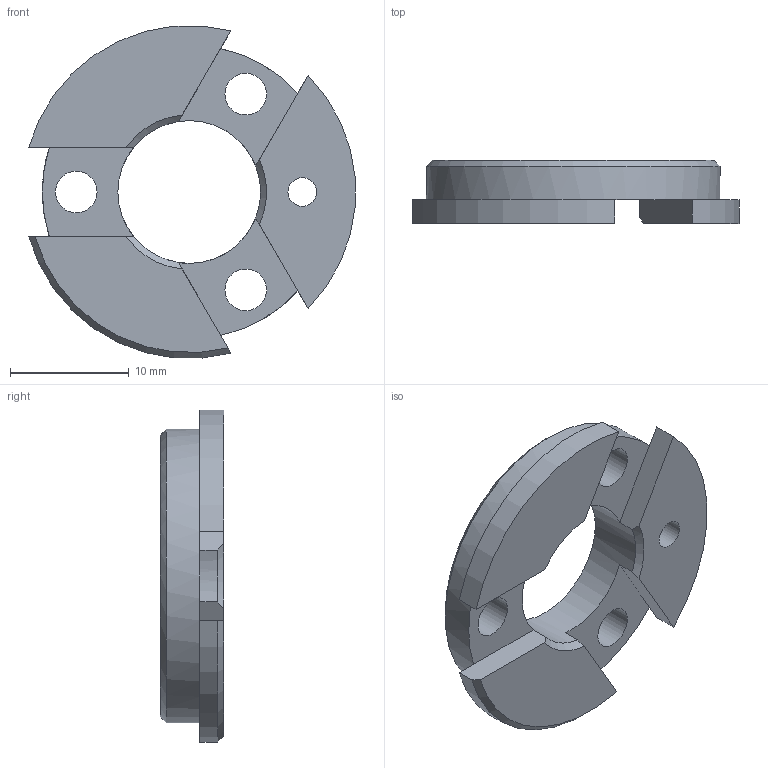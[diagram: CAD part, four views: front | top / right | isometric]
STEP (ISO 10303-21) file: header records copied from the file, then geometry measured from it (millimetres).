
FILE_DESCRIPTION(/* description */ (''),/* implementation_level */ '2;1');
FILE_NAME(/* name */ 'Z_BEARING_CAP.stp',/* time_stamp */ '2022-07-20T21:20:06+09:00',/* author */ (''),/* organization */ (''),/* preprocessor_version */ 'ST-DEVELOPER v16.7',/* originating_system */ '',/* authorisation */ '');
FILE_SCHEMA (('AUTOMOTIVE_DESIGN { 1 0 10303 214 3 1 1 1 }'));
Length unit declared in the file: millimetre
Products named in the file (1): Z_BEARING_CAP
Bounding box: 27.44 x 5.3 x 27.91 mm (x, y, z)
Volume: 1708.9 mm3; surface area: 1621 mm2
Topology: 1 solids, 1 shells, 30 faces, 87 edges, 63 vertices
Faces by surface type: plane 16, cylinder 9, cone 5
Full cylindrical faces by diameter (mm): 2.4 x1, 3.5 x3, 12 x1, 24.7 x1
Entity records: 1013 total; most frequent: CARTESIAN_POINT 182, DIRECTION 166, ORIENTED_EDGE 142, EDGE_CURVE 71, AXIS2_PLACEMENT_3D 66, VERTEX_POINT 49, EDGE_LOOP 46, CIRCLE 34
